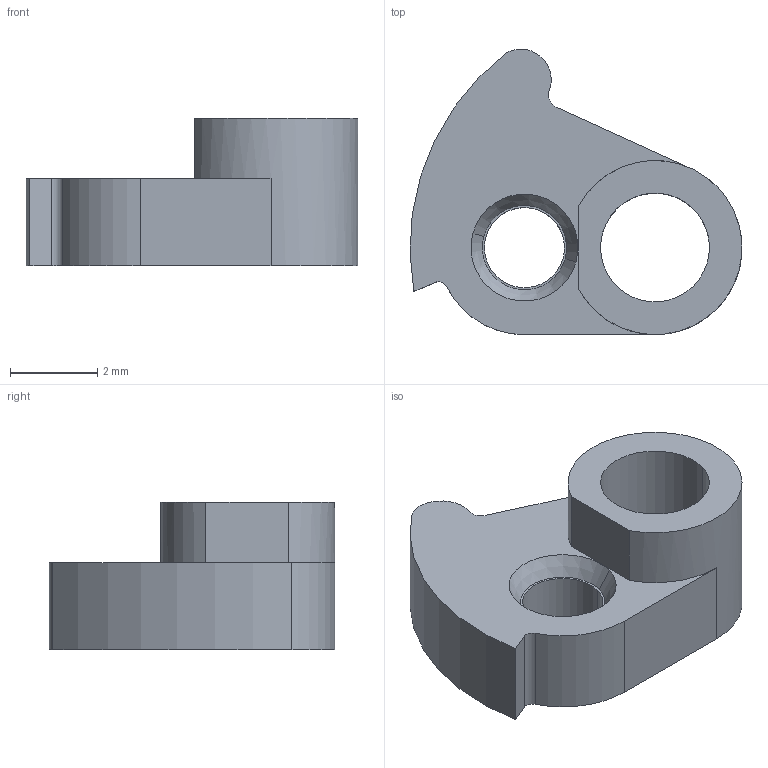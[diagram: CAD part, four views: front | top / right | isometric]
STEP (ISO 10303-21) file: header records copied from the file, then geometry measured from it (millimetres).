
FILE_DESCRIPTION((''),'2;1');
FILE_NAME('725725-01','2010-06-28T',('ebat509'),('Schneider-Electric'),'PRO/ENGINEER BY PARAMETRIC TECHNOLOGY CORPORATION, 2007150','PRO/ENGINEER BY PARAMETRIC TECHNOLOGY CORPORATION, 2007150','');
FILE_SCHEMA(('CONFIG_CONTROL_DESIGN'));
Length unit declared in the file: millimetre
Products named in the file (1): 725725-01
Bounding box: 7.63 x 6.56 x 3.4 mm (x, y, z)
Volume: 62.2 mm3; surface area: 153 mm2
Topology: 1 solids, 1 shells, 23 faces, 58 edges, 38 vertices
Faces by surface type: cylinder 10, plane 9, cone 4
Entity records: 750 total; most frequent: DIRECTION 132, CARTESIAN_POINT 119, ORIENTED_EDGE 116, EDGE_CURVE 58, AXIS2_PLACEMENT_3D 51, VERTEX_POINT 38, VECTOR 30, LINE 30
